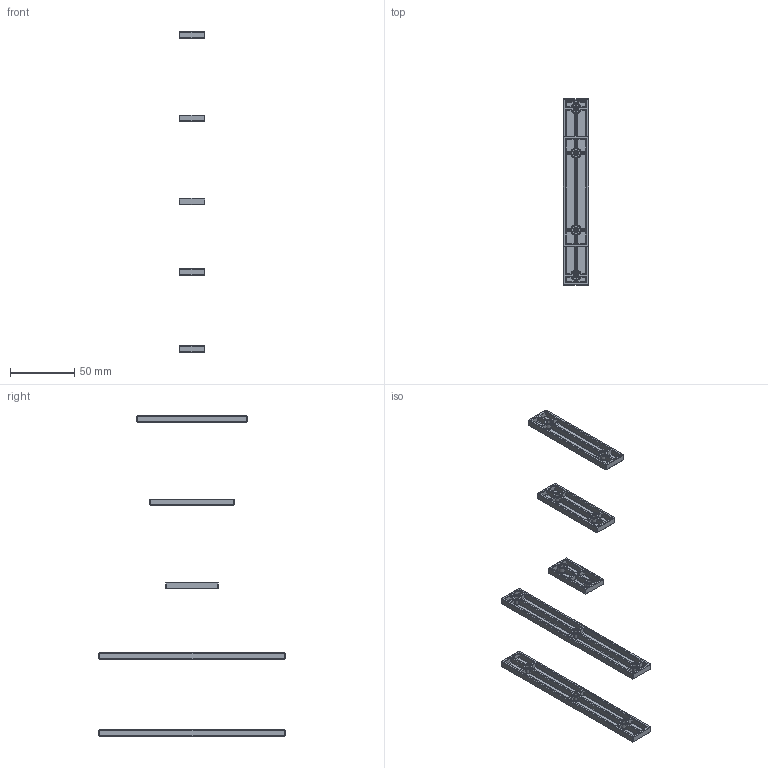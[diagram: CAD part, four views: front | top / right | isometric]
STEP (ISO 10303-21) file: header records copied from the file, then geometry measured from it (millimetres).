
FILE_DESCRIPTION(/* description */ (''),/* implementation_level */ '2;1');
FILE_NAME(/* name */ 'spacers for stock doomcube skirts v3.step',/* time_stamp */ '2022-03-01T12:20:24-05:00',/* author */ (''),/* organization */ (''),/* preprocessor_version */ 'ST-DEVELOPER v18.1',/* originating_system */ 'Autodesk Translation Framework v10.13.0.1454',/* authorisation */ '');
FILE_SCHEMA (('AUTOMOTIVE_DESIGN { 1 0 10303 214 3 1 1 }'));
Length unit declared in the file: millimetre
Products named in the file (6): spacers for stock doomcube skirts; centerspacer; displayspacer; sidespacer300; sidespacer250; sidespacer350
Assembly tree (5 placements, depth 2):
  spacers for stock doomcube skirts
    centerspacer
    displayspacer
    sidespacer300
    sidespacer250
    sidespacer350
Bounding box: 20 x 145 x 250 mm (x, y, z)
Volume: 21451.6 mm3; surface area: 33331 mm2
Topology: 5 solids, 5 shells, 1244 faces, 2429 edges, 1227 vertices
Faces by surface type: plane 1054, cone 112, cylinder 56, bspline 22
Full cylindrical faces by diameter (mm): 3.4 x12
Entity records: 31381 total; most frequent: CARTESIAN_POINT 6630, DIRECTION 5093, ORIENTED_EDGE 4860, EDGE_CURVE 2430, LINE 1997, VECTOR 1997, AXIS2_PLACEMENT_3D 1548, EDGE_LOOP 1300
